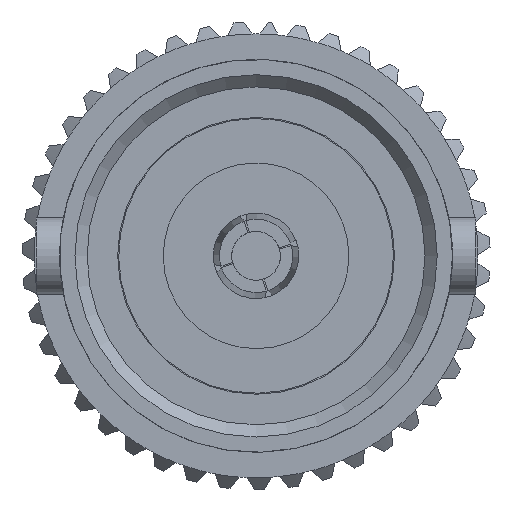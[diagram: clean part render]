
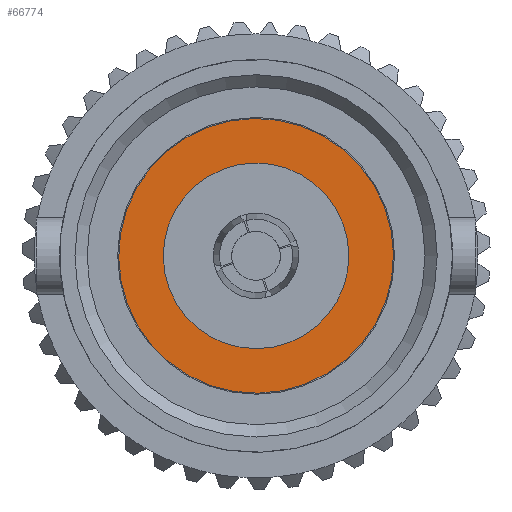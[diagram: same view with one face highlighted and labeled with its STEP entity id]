
A CAD part, front view. The second image highlights one B-rep face of the part: STEP entity #66774.
In plain terms, the highlighted planar face has unit normal (0, -1, 0).
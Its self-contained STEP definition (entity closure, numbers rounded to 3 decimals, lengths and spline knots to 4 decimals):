
#9177=PLANE('',#68198);
#22531=ORIENTED_EDGE('',*,*,#29214,.T.);
#22532=ORIENTED_EDGE('',*,*,#29213,.F.);
#29213=EDGE_CURVE('',#32631,#32631,#33046,.T.);
#29214=EDGE_CURVE('',#32632,#32632,#33047,.T.);
#32631=VERTEX_POINT('',#135647);
#32632=VERTEX_POINT('',#135650);
#33046=CIRCLE('',#68197,2.28);
#33047=CIRCLE('',#68199,3.375);
#36375=EDGE_LOOP('',(#22531));
#36376=EDGE_LOOP('',(#22532));
#39708=FACE_BOUND('',#36375,.T.);
#39709=FACE_BOUND('',#36376,.T.);
#66774=ADVANCED_FACE('',(#39708,#39709),#9177,.T.);
#68197=AXIS2_PLACEMENT_3D('',#135646,#71343,#71344);
#68198=AXIS2_PLACEMENT_3D('',#135648,#71345,#71346);
#68199=AXIS2_PLACEMENT_3D('',#135649,#71347,#71348);
#71343=DIRECTION('',(0.,-1.,0.));
#71344=DIRECTION('',(0.936,0.,0.353));
#71345=DIRECTION('',(0.,-1.,0.));
#71346=DIRECTION('',(0.936,0.,0.353));
#71347=DIRECTION('',(0.,-1.,0.));
#71348=DIRECTION('',(0.936,0.,0.353));
#135646=CARTESIAN_POINT('',(0.,8.5,0.));
#135647=CARTESIAN_POINT('',(2.133,8.5,0.8053));
#135648=CARTESIAN_POINT('',(2.133,8.5,0.8053));
#135649=CARTESIAN_POINT('',(0.,8.5,0.));
#135650=CARTESIAN_POINT('',(3.1575,8.5,1.1921));
